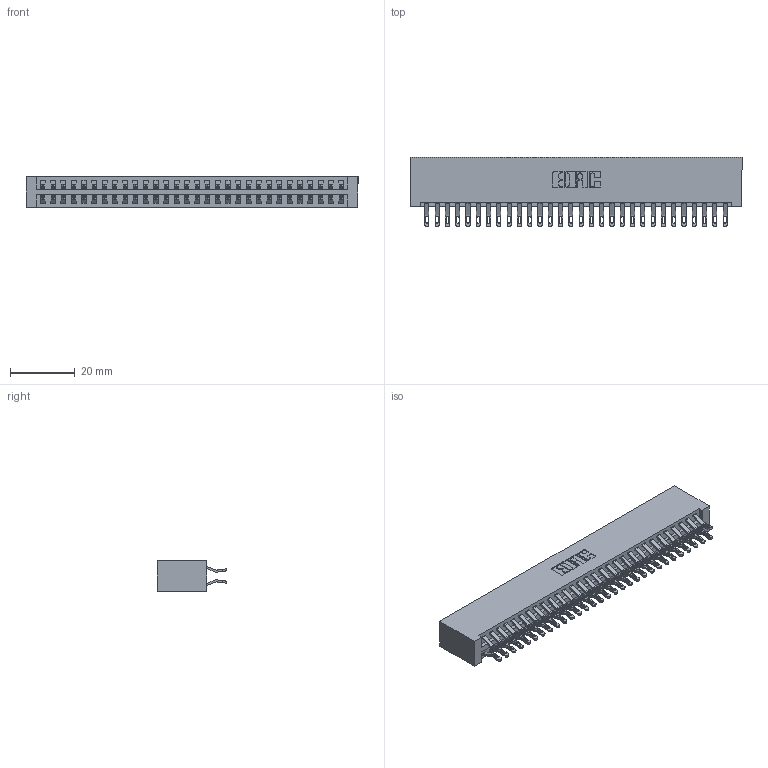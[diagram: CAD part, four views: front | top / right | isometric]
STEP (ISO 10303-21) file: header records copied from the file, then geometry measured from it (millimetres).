
FILE_DESCRIPTION (( 'STEP AP203' ), '1' );
FILE_NAME ('346-060-555-201.STEP', '2018-08-28T05:59:18', ( '' ), ( '' ), 'SwSTEP 2.0', 'SolidWorks 2016', '' );
FILE_SCHEMA (( 'CONFIG_CONTROL_DESIGN' ));
Length unit declared in the file: inch
Products named in the file (3): 346-060-555-201; 346 Part_No Mounting Lugs; 345-292-001_555 Tail
Assembly tree (61 placements, depth 2):
  346-060-555-201
    346 Part_No Mounting Lugs
    345-292-001_555 Tail  x60
Bounding box: 102.49 x 21.46 x 9.4 mm (x, y, z)
Volume: 10648.1 mm3; surface area: 15231.4 mm2
Topology: 61 solids, 61 shells, 3594 faces, 11285 edges, 7522 vertices
Faces by surface type: plane 2052, cylinder 1542
Entity records: 21243 total; most frequent: CARTESIAN_POINT 3550, ORIENTED_EDGE 3454, DIRECTION 3143, EDGE_CURVE 1727, LINE 1463, VECTOR 1463, VERTEX_POINT 1150, AXIS2_PLACEMENT_3D 840
